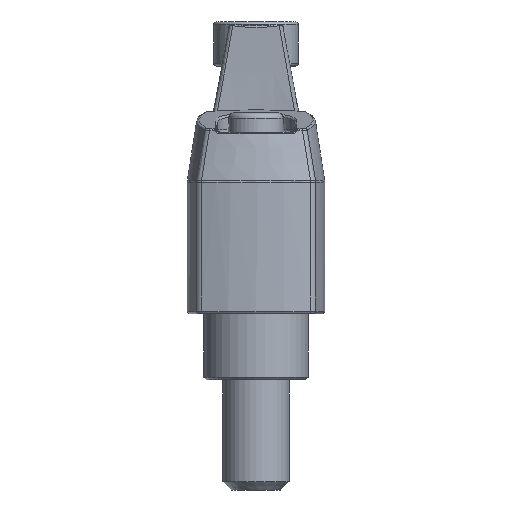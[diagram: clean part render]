
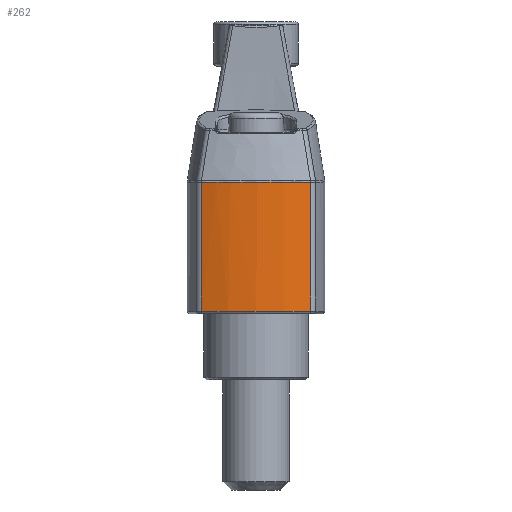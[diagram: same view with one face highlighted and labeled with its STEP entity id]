
A CAD part, left-side view. The second image highlights one B-rep face of the part: STEP entity #262.
In plain terms, the highlighted cylindrical face has radius 30.655 mm (diameter 61.31 mm), a partial arc.
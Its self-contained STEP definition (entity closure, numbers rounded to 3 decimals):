
#262 = ADVANCED_FACE( '', ( #625 ), #626, .T. );
#625 = FACE_OUTER_BOUND( '', #3317, .T. );
#626 = CYLINDRICAL_SURFACE( '', #3318, 30.655 );
#3317 = EDGE_LOOP( '', ( #9342, #9343, #9344, #9345 ) );
#3318 = AXIS2_PLACEMENT_3D( '', #9346, #9347, #9348 );
#9342 = ORIENTED_EDGE( '', *, *, #10296, .T. );
#9343 = ORIENTED_EDGE( '', *, *, #10237, .T. );
#9344 = ORIENTED_EDGE( '', *, *, #10168, .T. );
#9345 = ORIENTED_EDGE( '', *, *, #10220, .T. );
#9346 = CARTESIAN_POINT( '', ( 18.155, 0., 0. ) );
#9347 = DIRECTION( '', ( 0., 0., 1. ) );
#9348 = DIRECTION( '', ( -1., 0., 0. ) );
#10168 = EDGE_CURVE( '', #10733, #10734, #10735, .F. );
#10220 = EDGE_CURVE( '', #10734, #10819, #10821, .T. );
#10237 = EDGE_CURVE( '', #10661, #10733, #10846, .F. );
#10296 = EDGE_CURVE( '', #10819, #10661, #10939, .T. );
#10661 = VERTEX_POINT( '', #12132 );
#10733 = VERTEX_POINT( '', #12537 );
#10734 = VERTEX_POINT( '', #12538 );
#10735 = LINE( '', #12539, #12540 );
#10819 = VERTEX_POINT( '', #13188 );
#10821 = B_SPLINE_CURVE_WITH_KNOTS( '', 3, ( #13193, #13194, #13195, #13196, #13197, #13198, #13199, #13200, #13201, #13202, #13203, #13204, #13205, #13206, #13207, #13208, #13209, #13210, #13211, #13212, #13213, #13214, #13215, #13216, #13217, #13218, #13219, #13220, #13221, #13222, #13223, #13224, #13225 ), .UNSPECIFIED., .F., .F., ( 4, 2, 2, 1, 1, 2, 2, 2, 2, 1, 2, 1, 1, 2, 2, 1, 1, 2, 2, 4 ), ( 0., 0.001, 0.001, 0.003, 0.004, 0.005, 0.006, 0.007, 0.008, 0.009, 0.01, 0.011, 0.013, 0.014, 0.014, 0.015, 0.016, 0.018, 0.019, 0.02 ), .UNSPECIFIED. );
#10846 = CIRCLE( '', #13435, 30.655 );
#10939 = LINE( '', #13943, #13944 );
#12132 = CARTESIAN_POINT( '', ( -10.851, 9.917, 0.5 ) );
#12537 = CARTESIAN_POINT( '', ( -10.851, -9.917, 0.5 ) );
#12538 = CARTESIAN_POINT( '', ( -10.851, -9.917, 23.843 ) );
#12539 = CARTESIAN_POINT( '', ( -10.851, -9.917, 0. ) );
#12540 = VECTOR( '', #15835, 1000. );
#13188 = CARTESIAN_POINT( '', ( -10.851, 9.917, 23.843 ) );
#13193 = CARTESIAN_POINT( '', ( -10.851, -9.917, 23.843 ) );
#13194 = CARTESIAN_POINT( '', ( -10.92, -9.716, 23.844 ) );
#13195 = CARTESIAN_POINT( '', ( -10.987, -9.515, 23.845 ) );
#13196 = CARTESIAN_POINT( '', ( -11.115, -9.112, 23.846 ) );
#13197 = CARTESIAN_POINT( '', ( -11.177, -8.91, 23.847 ) );
#13198 = CARTESIAN_POINT( '', ( -11.357, -8.303, 23.849 ) );
#13199 = CARTESIAN_POINT( '', ( -11.58, -7.491, 23.851 ) );
#13200 = CARTESIAN_POINT( '', ( -11.862, -6.264, 23.854 ) );
#13201 = CARTESIAN_POINT( '', ( -12.016, -5.44, 23.856 ) );
#13202 = CARTESIAN_POINT( '', ( -12.154, -4.614, 23.857 ) );
#13203 = CARTESIAN_POINT( '', ( -12.214, -4.199, 23.858 ) );
#13204 = CARTESIAN_POINT( '', ( -12.292, -3.575, 23.859 ) );
#13205 = CARTESIAN_POINT( '', ( -12.315, -3.366, 23.859 ) );
#13206 = CARTESIAN_POINT( '', ( -12.359, -2.949, 23.859 ) );
#13207 = CARTESIAN_POINT( '', ( -12.378, -2.74, 23.86 ) );
#13208 = CARTESIAN_POINT( '', ( -12.43, -2.112, 23.86 ) );
#13209 = CARTESIAN_POINT( '', ( -12.482, -1.271, 23.861 ) );
#13210 = CARTESIAN_POINT( '', ( -12.5, -0.425, 23.861 ) );
#13211 = CARTESIAN_POINT( '', ( -12.5, 0.425, 23.861 ) );
#13212 = CARTESIAN_POINT( '', ( -12.482, 1.271, 23.861 ) );
#13213 = CARTESIAN_POINT( '', ( -12.404, 2.532, 23.86 ) );
#13214 = CARTESIAN_POINT( '', ( -12.317, 3.367, 23.859 ) );
#13215 = CARTESIAN_POINT( '', ( -12.24, 3.991, 23.858 ) );
#13216 = CARTESIAN_POINT( '', ( -12.212, 4.199, 23.858 ) );
#13217 = CARTESIAN_POINT( '', ( -12.152, 4.613, 23.857 ) );
#13218 = CARTESIAN_POINT( '', ( -12.055, 5.234, 23.856 ) );
#13219 = CARTESIAN_POINT( '', ( -11.862, 6.264, 23.854 ) );
#13220 = CARTESIAN_POINT( '', ( -11.674, 7.082, 23.852 ) );
#13221 = CARTESIAN_POINT( '', ( -11.468, 7.897, 23.85 ) );
#13222 = CARTESIAN_POINT( '', ( -11.357, 8.303, 23.849 ) );
#13223 = CARTESIAN_POINT( '', ( -11.117, 9.112, 23.846 ) );
#13224 = CARTESIAN_POINT( '', ( -10.989, 9.516, 23.845 ) );
#13225 = CARTESIAN_POINT( '', ( -10.851, 9.917, 23.843 ) );
#13435 = AXIS2_PLACEMENT_3D( '', #15888, #15889, #15890 );
#13943 = CARTESIAN_POINT( '', ( -10.851, 9.917, 0. ) );
#13944 = VECTOR( '', #15933, 1000. );
#15835 = DIRECTION( '', ( 0., 0., -1. ) );
#15888 = CARTESIAN_POINT( '', ( 18.155, 0., 0.5 ) );
#15889 = DIRECTION( '', ( 0., 0., -1. ) );
#15890 = DIRECTION( '', ( -1., 0., 0. ) );
#15933 = DIRECTION( '', ( 0., 0., -1. ) );
